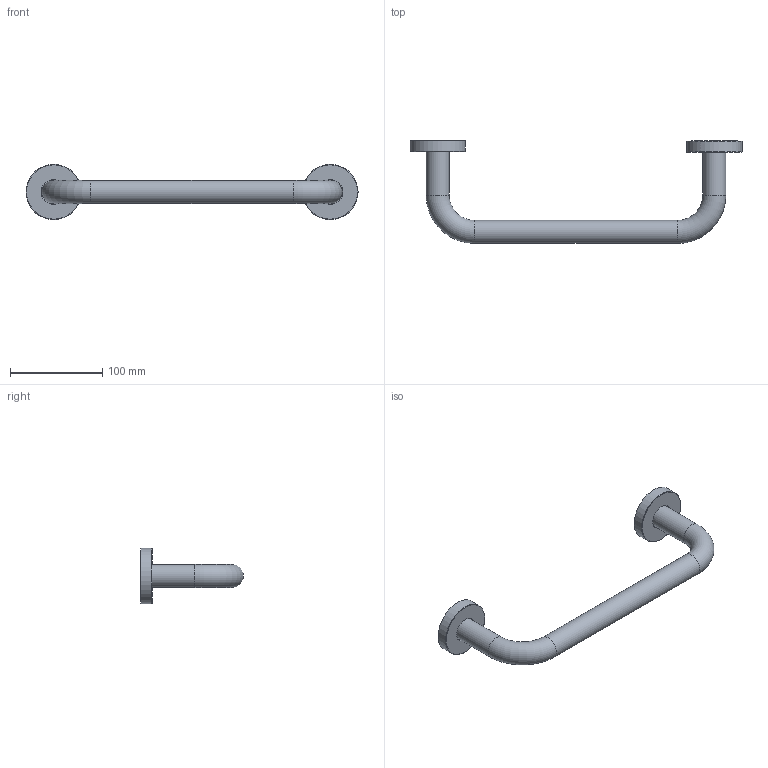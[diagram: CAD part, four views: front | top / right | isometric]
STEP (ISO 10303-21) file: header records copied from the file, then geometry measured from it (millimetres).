
FILE_DESCRIPTION(/* description */ ('Unknown'),/* implementation_level */ '2;1');
FILE_NAME(/* name */ 'CBA16',/* time_stamp */ '2016-05-24T15:10:22+02:00',/* author */ ('Unknown'),/* organization */ ('Unknown'),/* preprocessor_version */ 'ST-DEVELOPER v16.7',/* originating_system */ 'DEX',/* authorisation */ $);
FILE_SCHEMA (('AUTOMOTIVE_DESIGN {1 0 10303 214 3 1 1}'));
Length unit declared in the file: millimetre
Products named in the file (9): APPOGGIO LT; GRAB BAR PONSI; GRAB BAR PONSI_2; GRAB BAR PONSI_3; GRAB BAR PONSI_4; GRAB BAR PONSI_5; GRAB BAR PONSI_6; GRAB BAR PONSI_7; GRAB BAR PONSI_8
Assembly tree (8 placements, depth 3):
  APPOGGIO LT
    GRAB BAR PONSI
      GRAB BAR PONSI_2
      GRAB BAR PONSI_3
      GRAB BAR PONSI_4
      GRAB BAR PONSI_5
      GRAB BAR PONSI_6
      GRAB BAR PONSI_7
      GRAB BAR PONSI_8
Bounding box: 360 x 111.5 x 60 mm (x, y, z)
Volume: 88190.7 mm3; surface area: 97433.9 mm2
Topology: 7 solids, 7 shells, 70 faces, 136 edges, 86 vertices
Faces by surface type: cylinder 32, plane 20, cone 10, torus 8
Full cylindrical faces by diameter (mm): 4.917 x2, 5 x6, 6 x2, 23 x3, 25 x3, 26 x4, 29 x2, 50 x2, 56 x2, 60 x2
Entity records: 1780 total; most frequent: DIRECTION 318, CARTESIAN_POINT 239, ORIENTED_EDGE 164, AXIS2_PLACEMENT_3D 157, EDGE_LOOP 148, FACE_BOUND 148, EDGE_CURVE 82, VERTEX_POINT 78
